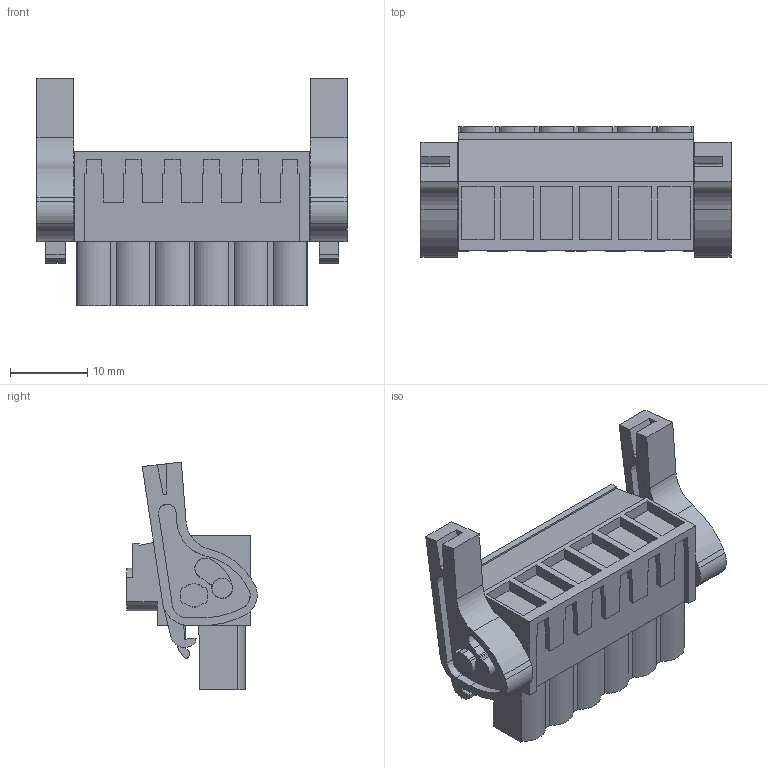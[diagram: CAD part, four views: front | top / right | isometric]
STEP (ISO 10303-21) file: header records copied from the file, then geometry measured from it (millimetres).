
FILE_DESCRIPTION(('CATIA V5 STEP','CAx-IF Rec.Pracs.--- Model Styling and Organization---1.2---2011-12-15'),'2;1');
FILE_NAME ('D1460000_0_1945100000_1945100000.stp','2017-05-23T06:50:45+00:00',('none'),('Weidmueller'),'CATIA Version 5-6 Release 2014','CATIA V5 STEP AP214','none');
FILE_SCHEMA(('AUTOMOTIVE_DESIGN { 1 0 10303 214 1 1 1 1 }'));
Length unit declared in the file: millimetre
Products named in the file (1): 1945100000
Bounding box: 40.18 x 16.91 x 29.52 mm (x, y, z)
Volume: 6861.9 mm3; surface area: 5597.4 mm2
Topology: 9 solids, 9 shells, 562 faces, 1561 edges, 1052 vertices
Faces by surface type: plane 434, cylinder 88, extrusion 40
Entity records: 18088 total; most frequent: CARTESIAN_POINT 4368, ORIENTED_EDGE 3122, DIRECTION 2253, EDGE_CURVE 1561, VECTOR 1309, LINE 1269, VERTEX_POINT 1052, EDGE_LOOP 605
